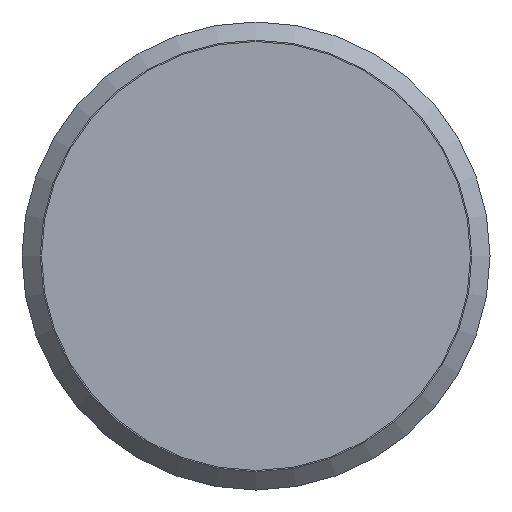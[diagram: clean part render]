
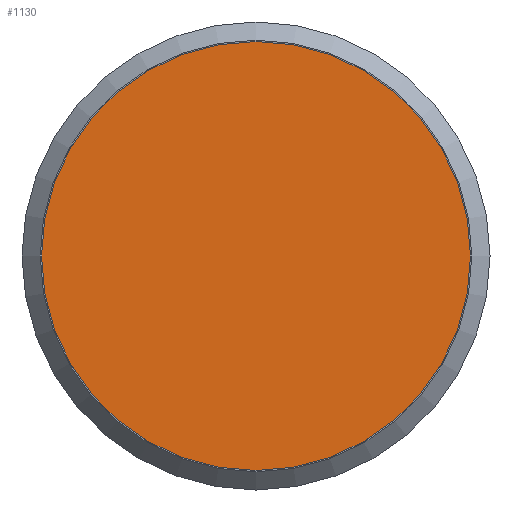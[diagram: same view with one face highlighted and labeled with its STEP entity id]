
A CAD part, front view. The second image highlights one B-rep face of the part: STEP entity #1130.
In plain terms, the highlighted planar face has unit normal (0, -1, 0).
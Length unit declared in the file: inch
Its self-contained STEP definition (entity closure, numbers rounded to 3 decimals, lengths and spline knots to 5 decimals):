
#71 = FACE_OUTER_BOUND ( 'NONE', #791, .T. ) ;
#90 = ORIENTED_EDGE ( 'NONE', *, *, #818, .F. ) ;
#160 = VERTEX_POINT ( 'NONE', #1131 ) ;
#253 = DIRECTION ( 'NONE',  ( 0., 1., 0. ) ) ;
#262 = AXIS2_PLACEMENT_3D ( 'NONE', #538, #253, #1167 ) ;
#466 = DIRECTION ( 'NONE',  ( 0., 1., 0. ) ) ;
#471 = AXIS2_PLACEMENT_3D ( 'NONE', #936, #466, #1033 ) ;
#538 = CARTESIAN_POINT ( 'NONE',  ( 0., 0., 0. ) ) ;
#770 = PLANE ( 'NONE',  #471 ) ;
#791 = EDGE_LOOP ( 'NONE', ( #90 ) ) ;
#818 = EDGE_CURVE ( 'NONE', #160, #160, #842, .T. ) ;
#842 = CIRCLE ( 'NONE', #262, 0.3248 ) ;
#936 = CARTESIAN_POINT ( 'NONE',  ( 0., 0., 0. ) ) ;
#1033 = DIRECTION ( 'NONE',  ( 0., 0., 1. ) ) ;
#1130 = ADVANCED_FACE ( 'NONE', ( #71 ), #770, .F. ) ;
#1131 = CARTESIAN_POINT ( 'NONE',  ( 0., 0., 0.3248 ) ) ;
#1167 = DIRECTION ( 'NONE',  ( 0., 0., 1. ) ) ;
